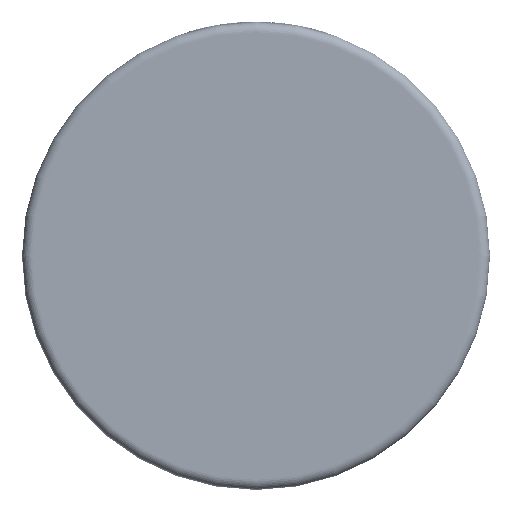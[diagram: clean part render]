
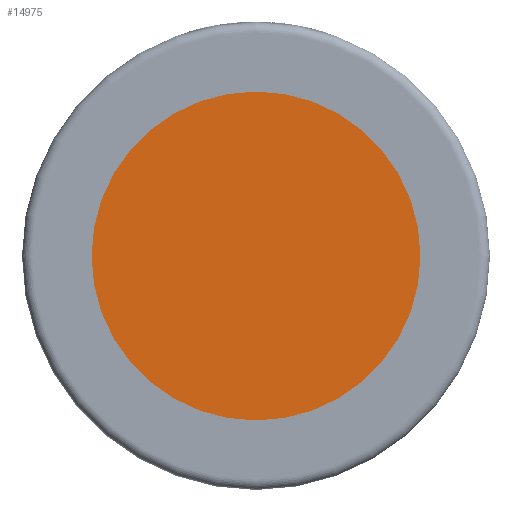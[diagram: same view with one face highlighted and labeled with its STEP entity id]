
A CAD part, front view. The second image highlights one B-rep face of the part: STEP entity #14975.
In plain terms, the highlighted planar face has unit normal (0, -1, 0).
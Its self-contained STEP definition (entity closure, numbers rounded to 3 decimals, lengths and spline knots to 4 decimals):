
#1302=PLANE('',#15954);
#1756=FACE_OUTER_BOUND('',#2652,.T.);
#2652=EDGE_LOOP('',(#10285));
#5795=CIRCLE('',#15955,8.85);
#6305=VERTEX_POINT('',#20415);
#7885=EDGE_CURVE('',#6305,#6305,#5795,.T.);
#10285=ORIENTED_EDGE('',*,*,#7885,.F.);
#14975=ADVANCED_FACE('',(#1756),#1302,.T.);
#15954=AXIS2_PLACEMENT_3D('',#20414,#17162,#17163);
#15955=AXIS2_PLACEMENT_3D('',#20416,#17164,#17165);
#17162=DIRECTION('center_axis',(0.,-1.,0.));
#17163=DIRECTION('ref_axis',(0.,0.,-1.));
#17164=DIRECTION('center_axis',(0.,1.,0.));
#17165=DIRECTION('ref_axis',(1.,0.,0.));
#20414=CARTESIAN_POINT('Origin',(0.,0.,-8.85));
#20415=CARTESIAN_POINT('',(0.,0.,-8.85));
#20416=CARTESIAN_POINT('Origin',(0.,0.,0.));
